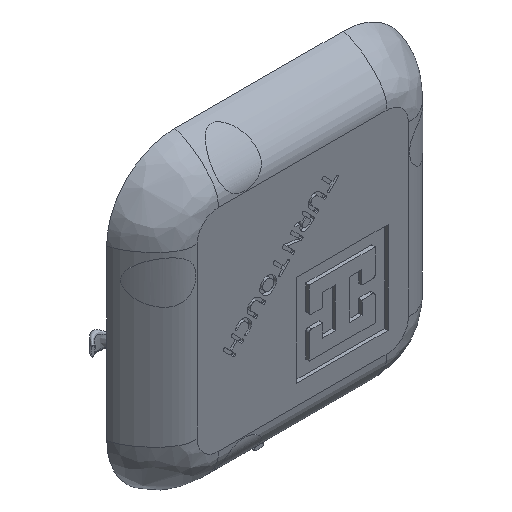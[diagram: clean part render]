
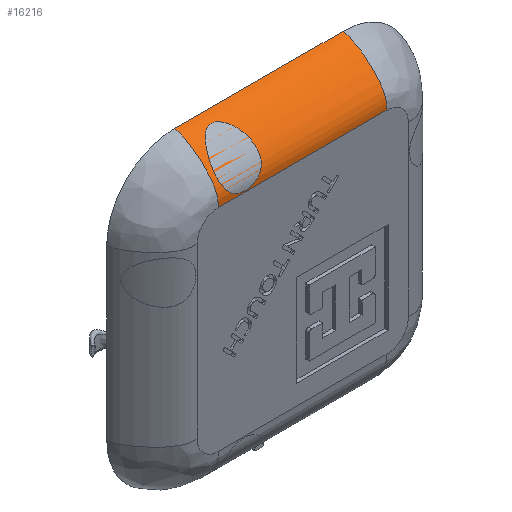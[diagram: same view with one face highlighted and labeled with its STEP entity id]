
A CAD part, isometric view. The second image highlights one B-rep face of the part: STEP entity #16216.
In plain terms, the highlighted free-form (B-spline) face has degree [4, 1] with [6, 2] control points.
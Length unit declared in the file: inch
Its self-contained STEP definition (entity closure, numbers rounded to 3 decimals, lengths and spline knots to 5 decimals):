
#1582=LINE('',#31960,#2687);
#2687=VECTOR('',#18770,0.998);
#3955=FACE_OUTER_BOUND('',#4954,.T.);
#4954=EDGE_LOOP('',(#14638,#14639,#14640,#14641));
#5306=B_SPLINE_CURVE_WITH_KNOTS('',3,(#21291,#21292,#21293,#21294,#21295,
#21296),.UNSPECIFIED.,.F.,.F.,(4,2,4),(-2.53492,-1.26746,0.),
 .UNSPECIFIED.);
#6130=B_SPLINE_CURVE_WITH_KNOTS('',4,(#38067,#38068,#38069,#38070,#38071,
#38072),.UNSPECIFIED.,.F.,.F.,(5,1,5),(0.4342,0.53139,
1.),.UNSPECIFIED.);
#6132=B_SPLINE_CURVE_WITH_KNOTS('',4,(#38091,#38092,#38093,#38094,#38095,
#38096),.UNSPECIFIED.,.F.,.F.,(5,1,5),(-1.,-0.53139,-0.4342),
 .UNSPECIFIED.);
#6197=VERTEX_POINT('',#21277);
#6198=VERTEX_POINT('',#21290);
#7216=VERTEX_POINT('',#31957);
#7217=VERTEX_POINT('',#31959);
#7791=EDGE_CURVE('',#6198,#6197,#5306,.T.);
#9282=EDGE_CURVE('',#7216,#7217,#1582,.T.);
#10001=EDGE_CURVE('',#6198,#7216,#6130,.T.);
#10003=EDGE_CURVE('',#7217,#6197,#6132,.T.);
#14638=ORIENTED_EDGE('',*,*,#7791,.T.);
#14639=ORIENTED_EDGE('',*,*,#10003,.F.);
#14640=ORIENTED_EDGE('',*,*,#9282,.F.);
#14641=ORIENTED_EDGE('',*,*,#10001,.F.);
#15359=B_SPLINE_SURFACE_WITH_KNOTS('',4,1,((#38079,#38080),(#38081,#38082),
(#38083,#38084),(#38085,#38086),(#38087,#38088),(#38089,#38090)),
 .UNSPECIFIED.,.F.,.F.,.F.,(5,1,5),(2,2),(-1.,-0.53139,0.),(0.,
2.53492),.UNSPECIFIED.);
#16216=ADVANCED_FACE('',(#3955),#15359,.T.);
#18770=DIRECTION('',(-1.,0.,0.));
#21277=CARTESIAN_POINT('',(-0.499,0.26,0.89937));
#21290=CARTESIAN_POINT('',(0.499,0.26,0.89937));
#21291=CARTESIAN_POINT('Ctrl Pts',(0.499,0.26,0.89937));
#21292=CARTESIAN_POINT('Ctrl Pts',(0.33267,0.26,0.89937));
#21293=CARTESIAN_POINT('Ctrl Pts',(0.16633,0.26,0.89937));
#21294=CARTESIAN_POINT('Ctrl Pts',(-0.16633,0.26,0.89937));
#21295=CARTESIAN_POINT('Ctrl Pts',(-0.33267,0.26,0.89937));
#21296=CARTESIAN_POINT('Ctrl Pts',(-0.499,0.26,0.89937));
#31957=CARTESIAN_POINT('',(0.499,0.,0.625));
#31959=CARTESIAN_POINT('',(-0.499,0.,0.625));
#31960=CARTESIAN_POINT('',(0.499,0.,0.625));
#38067=CARTESIAN_POINT('Ctrl Pts',(0.499,0.26,0.89937));
#38068=CARTESIAN_POINT('Ctrl Pts',(0.499,0.24149,0.89644));
#38069=CARTESIAN_POINT('Ctrl Pts',(0.499,0.13129,0.86161));
#38070=CARTESIAN_POINT('Ctrl Pts',(0.499,0.01951,0.73684));
#38071=CARTESIAN_POINT('Ctrl Pts',(0.499,0.,0.69176));
#38072=CARTESIAN_POINT('Ctrl Pts',(0.499,0.,0.625));
#38079=CARTESIAN_POINT('Ctrl Pts',(0.499,0.,0.625));
#38080=CARTESIAN_POINT('Ctrl Pts',(-0.499,0.,0.625));
#38081=CARTESIAN_POINT('Ctrl Pts',(0.499,0.,0.69176));
#38082=CARTESIAN_POINT('Ctrl Pts',(-0.499,0.,0.69176));
#38083=CARTESIAN_POINT('Ctrl Pts',(0.499,0.03448,0.77143));
#38084=CARTESIAN_POINT('Ctrl Pts',(-0.499,0.03448,0.77143));
#38085=CARTESIAN_POINT('Ctrl Pts',(0.499,0.35717,1.10003));
#38086=CARTESIAN_POINT('Ctrl Pts',(-0.499,0.35717,1.10003));
#38087=CARTESIAN_POINT('Ctrl Pts',(0.499,0.45,0.74109));
#38088=CARTESIAN_POINT('Ctrl Pts',(-0.499,0.45,0.74109));
#38089=CARTESIAN_POINT('Ctrl Pts',(0.499,0.45,0.625));
#38090=CARTESIAN_POINT('Ctrl Pts',(-0.499,0.45,0.625));
#38091=CARTESIAN_POINT('Ctrl Pts',(-0.499,0.,0.625));
#38092=CARTESIAN_POINT('Ctrl Pts',(-0.499,0.,0.69176));
#38093=CARTESIAN_POINT('Ctrl Pts',(-0.499,0.01951,0.73684));
#38094=CARTESIAN_POINT('Ctrl Pts',(-0.499,0.13129,0.86161));
#38095=CARTESIAN_POINT('Ctrl Pts',(-0.499,0.24149,0.89644));
#38096=CARTESIAN_POINT('Ctrl Pts',(-0.499,0.26,0.89937));
